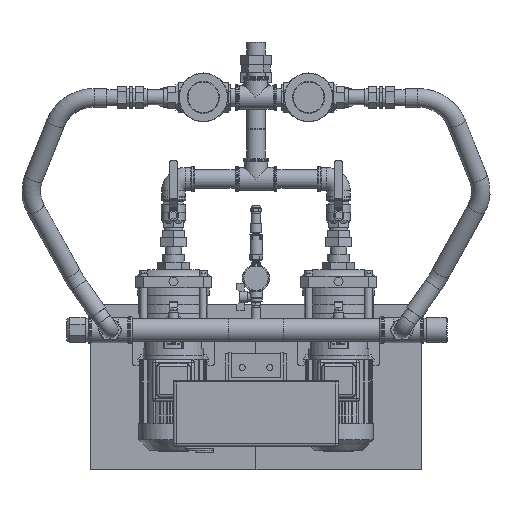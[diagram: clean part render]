
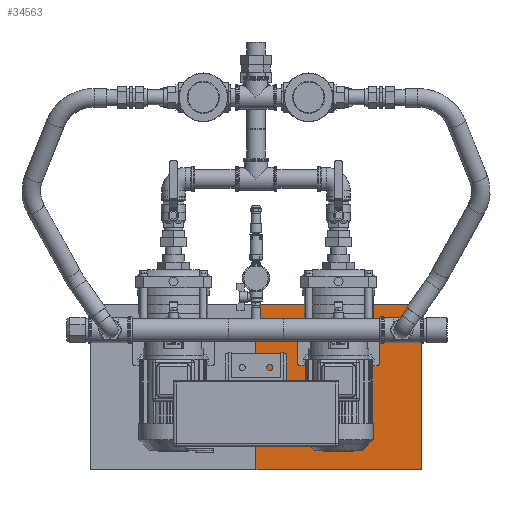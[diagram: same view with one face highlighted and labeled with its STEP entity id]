
A CAD part, top view. The second image highlights one B-rep face of the part: STEP entity #34563.
In plain terms, the highlighted planar face has unit normal (0, 0, 1).
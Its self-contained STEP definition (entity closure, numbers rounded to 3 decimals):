
#2072=LINE('',#56303,#5401);
#2093=LINE('',#56345,#5422);
#2095=LINE('',#56349,#5424);
#2096=LINE('',#56350,#5425);
#5401=VECTOR('',#44046,1.);
#5422=VECTOR('',#44077,10.);
#5424=VECTOR('',#44081,10.);
#5425=VECTOR('',#44082,10.);
#8011=PLANE('',#37454);
#10299=FACE_OUTER_BOUND('',#12592,.T.);
#12592=EDGE_LOOP('',(#28401,#28402,#28403,#28404));
#17018=VERTEX_POINT('',#56301);
#17019=VERTEX_POINT('',#56302);
#17035=VERTEX_POINT('',#56344);
#17036=VERTEX_POINT('',#56348);
#21125=EDGE_CURVE('',#17018,#17019,#2072,.T.);
#21146=EDGE_CURVE('',#17035,#17019,#2093,.T.);
#21148=EDGE_CURVE('',#17036,#17018,#2095,.T.);
#21149=EDGE_CURVE('',#17036,#17035,#2096,.T.);
#28401=ORIENTED_EDGE('',*,*,#21125,.F.);
#28402=ORIENTED_EDGE('',*,*,#21148,.F.);
#28403=ORIENTED_EDGE('',*,*,#21149,.T.);
#28404=ORIENTED_EDGE('',*,*,#21146,.T.);
#34563=ADVANCED_FACE('',(#10299),#8011,.T.);
#37454=AXIS2_PLACEMENT_3D('',#56347,#44079,#44080);
#44046=DIRECTION('',(0.,-1.,0.));
#44077=DIRECTION('',(1.,0.,0.));
#44079=DIRECTION('center_axis',(0.,0.,1.));
#44080=DIRECTION('ref_axis',(0.,-1.,0.));
#44081=DIRECTION('',(1.,0.,0.));
#44082=DIRECTION('',(0.,-1.,0.));
#56301=CARTESIAN_POINT('',(600.,47.5,50.));
#56302=CARTESIAN_POINT('',(600.,-252.5,50.));
#56303=CARTESIAN_POINT('',(600.,-102.5,50.));
#56344=CARTESIAN_POINT('',(300.,-252.5,50.));
#56345=CARTESIAN_POINT('',(600.,-252.5,50.));
#56347=CARTESIAN_POINT('Origin',(600.,-102.5,50.));
#56348=CARTESIAN_POINT('',(300.,47.5,50.));
#56349=CARTESIAN_POINT('',(600.,47.5,50.));
#56350=CARTESIAN_POINT('',(300.,-102.5,50.));
